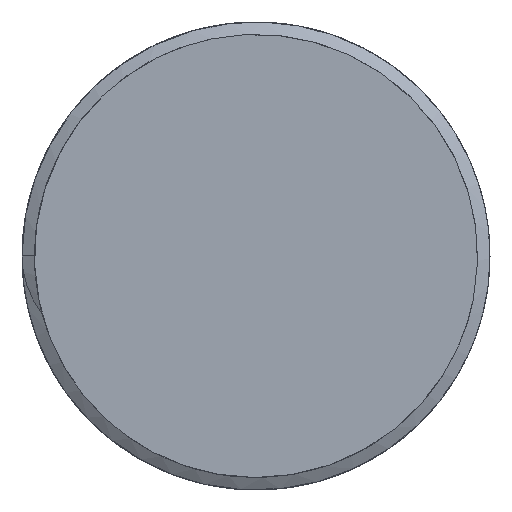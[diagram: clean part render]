
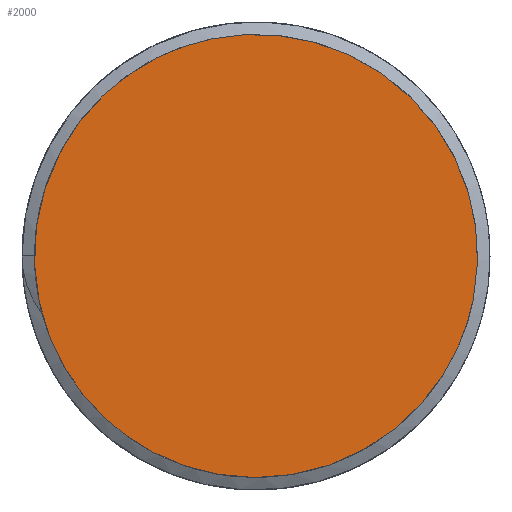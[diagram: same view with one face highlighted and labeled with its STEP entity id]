
A CAD part, left-side view. The second image highlights one B-rep face of the part: STEP entity #2000.
In plain terms, the highlighted free-form (B-spline) face has degree [1, 1] with [2, 2] control points.
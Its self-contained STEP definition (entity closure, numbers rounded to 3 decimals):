
#1981=CARTESIAN_POINT('',(0.,-90.596,86.65));
#1982=CARTESIAN_POINT('',(0.,-90.596,-81.329));
#1983=CARTESIAN_POINT('',(0.,86.65,86.65));
#1984=CARTESIAN_POINT('',(0.,86.65,-81.329));
#1985=B_SPLINE_SURFACE_WITH_KNOTS('',1,1,((#1981,#1982),(#1983,#1984)),.PLANE_SURF.,.F.,.F.,.U.,(2,2),(2,2),(-2.759,3.617),(-2.617,3.426),.UNSPECIFIED.);
#1986=CARTESIAN_POINT('',(0.,-13.63,-2.726));
#1987=VERTEX_POINT('',#1986);
#1988=CARTESIAN_POINT('',(0.,-13.63,-2.726));
#1989=CARTESIAN_POINT('',(0.,-18.352,20.881));
#1990=CARTESIAN_POINT('',(0.,4.454,13.167));
#1991=CARTESIAN_POINT('',(0.,27.26,5.453));
#1992=CARTESIAN_POINT('',(0.,9.176,-10.441));
#1993=CARTESIAN_POINT('',(0.,-8.908,-26.334));
#1994=CARTESIAN_POINT('',(0.,-13.63,-2.726));
#1995=(BOUNDED_CURVE()B_SPLINE_CURVE(2,(#1988,#1989,#1990,#1991,#1992,#1993,#1994),.CIRCULAR_ARC.,.T.,.U.)B_SPLINE_CURVE_WITH_KNOTS((3,2,2,3),(0.,0.333,0.667,1.),.UNSPECIFIED.)CURVE()GEOMETRIC_REPRESENTATION_ITEM()RATIONAL_B_SPLINE_CURVE((1.,0.5,1.,0.5,1.,0.5,1.))REPRESENTATION_ITEM(''));
#1996=EDGE_CURVE('',#1987,#1987,#1995,.T.);
#1997=ORIENTED_EDGE('',*,*,#1996,.T.);
#1998=EDGE_LOOP('',(#1997));
#1999=FACE_OUTER_BOUND('',#1998,.T.);
#2000=ADVANCED_FACE('',(#1999),#1985,.T.);
